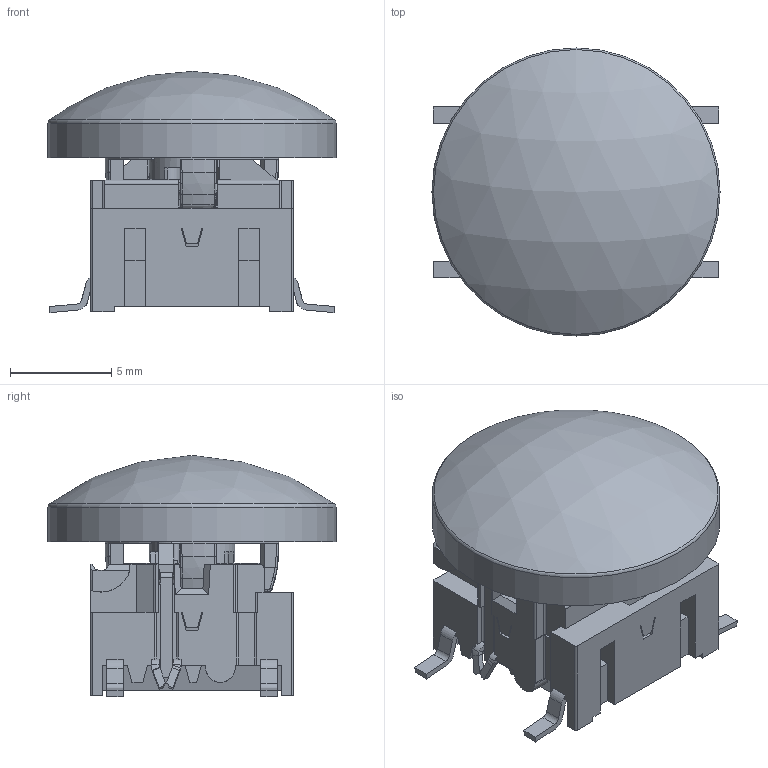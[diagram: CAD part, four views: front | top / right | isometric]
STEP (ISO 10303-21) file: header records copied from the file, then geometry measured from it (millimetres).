
FILE_DESCRIPTION(/* description */ (''),/* implementation_level */ '2;1');
FILE_NAME(/* name */ '5GSH9xxxxxxx+1ZCS.stp',/* time_stamp */ '2016-03-01T09:59:35+01:00',/* author */ ('cgh'),/* organization */ (''),/* preprocessor_version */ 'ST-DEVELOPER v15.2',/* originating_system */ 'Autodesk Inventor 2014',/* authorisation */ '');
FILE_SCHEMA (('AUTOMOTIVE_DESIGN { 1 0 10303 214 3 1 1 }'));
Length unit declared in the file: centimetre
Products named in the file (1): cgh
Bounding box: 14.2 x 14.2 x 11.88 mm (x, y, z)
Volume: 667.8 mm3; surface area: 1714.6 mm2
Topology: 1 solids, 1 shells, 1335 faces, 3762 edges, 2451 vertices
Faces by surface type: plane 837, cylinder 215, bspline 164, torus 65, cone 47, sphere 7
Full cylindrical faces by diameter (mm): 0.9 x1, 1 x3, 2.8 x1, 4.73 x1, 6.5 x1, 7.2 x1, 7.44 x1, 8.55 x1, 14.2 x1
Entity records: 47595 total; most frequent: CARTESIAN_POINT 12790, ORIENTED_EDGE 7430, DIRECTION 6290, EDGE_CURVE 3715, VERTEX_POINT 2436, LINE 2368, VECTOR 2368, AXIS2_PLACEMENT_3D 1961
